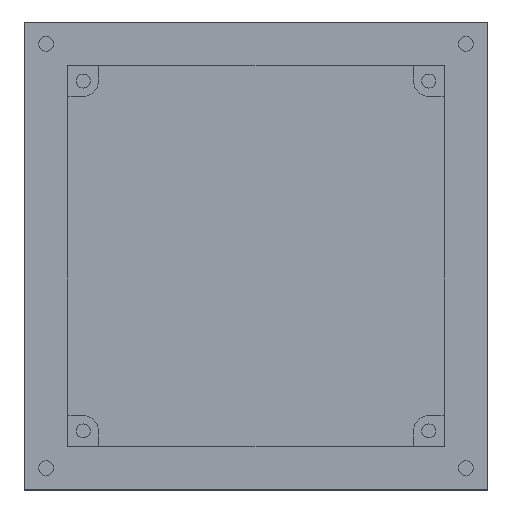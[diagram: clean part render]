
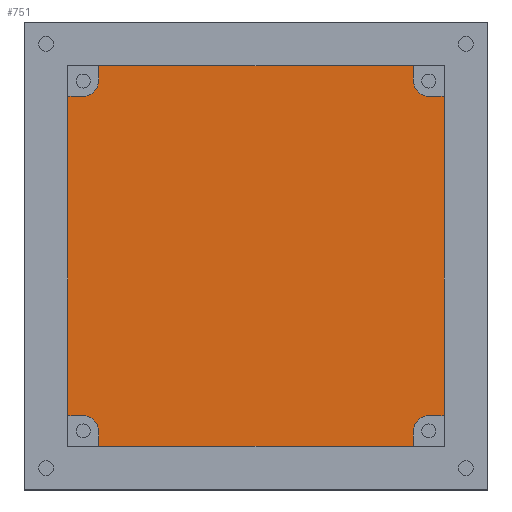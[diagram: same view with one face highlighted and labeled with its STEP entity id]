
A CAD part, top view. The second image highlights one B-rep face of the part: STEP entity #751.
In plain terms, the highlighted planar face has unit normal (0, 0, 1).
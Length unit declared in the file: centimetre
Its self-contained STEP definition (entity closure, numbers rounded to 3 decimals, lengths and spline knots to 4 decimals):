
#32=PLANE('',#811);
#72=FACE_OUTER_BOUND('',#120,.T.);
#120=EDGE_LOOP('',(#564,#565,#566,#567,#568,#569,#570,#571,#572,#573,#574,
#575,#576,#577,#578,#579));
#166=LINE('',#1114,#246);
#171=LINE('',#1128,#251);
#176=LINE('',#1140,#256);
#182=LINE('',#1152,#262);
#183=LINE('',#1154,#263);
#184=LINE('',#1158,#264);
#185=LINE('',#1160,#265);
#186=LINE('',#1162,#266);
#187=LINE('',#1166,#267);
#188=LINE('',#1168,#268);
#189=LINE('',#1170,#269);
#190=LINE('',#1173,#270);
#246=VECTOR('',#898,1.);
#251=VECTOR('',#911,1.);
#256=VECTOR('',#922,1.);
#262=VECTOR('',#930,1.);
#263=VECTOR('',#931,1.);
#264=VECTOR('',#934,1.);
#265=VECTOR('',#935,1.);
#266=VECTOR('',#936,1.);
#267=VECTOR('',#939,1.);
#268=VECTOR('',#940,1.);
#269=VECTOR('',#941,1.);
#270=VECTOR('',#944,1.);
#330=CIRCLE('',#805,0.35);
#333=CIRCLE('',#812,0.35);
#334=CIRCLE('',#813,0.35);
#335=CIRCLE('',#814,0.35);
#354=VERTEX_POINT('',#1112);
#355=VERTEX_POINT('',#1113);
#358=VERTEX_POINT('',#1121);
#360=VERTEX_POINT('',#1127);
#364=VERTEX_POINT('',#1139);
#369=VERTEX_POINT('',#1151);
#370=VERTEX_POINT('',#1153);
#371=VERTEX_POINT('',#1155);
#372=VERTEX_POINT('',#1157);
#373=VERTEX_POINT('',#1159);
#374=VERTEX_POINT('',#1161);
#375=VERTEX_POINT('',#1163);
#376=VERTEX_POINT('',#1165);
#377=VERTEX_POINT('',#1167);
#378=VERTEX_POINT('',#1169);
#379=VERTEX_POINT('',#1171);
#426=EDGE_CURVE('',#354,#355,#166,.T.);
#430=EDGE_CURVE('',#355,#358,#330,.T.);
#433=EDGE_CURVE('',#358,#360,#171,.T.);
#439=EDGE_CURVE('',#354,#364,#176,.T.);
#445=EDGE_CURVE('',#369,#360,#182,.T.);
#446=EDGE_CURVE('',#369,#370,#183,.T.);
#447=EDGE_CURVE('',#370,#371,#333,.T.);
#448=EDGE_CURVE('',#371,#372,#184,.T.);
#449=EDGE_CURVE('',#373,#372,#185,.T.);
#450=EDGE_CURVE('',#373,#374,#186,.T.);
#451=EDGE_CURVE('',#374,#375,#334,.T.);
#452=EDGE_CURVE('',#375,#376,#187,.T.);
#453=EDGE_CURVE('',#377,#376,#188,.T.);
#454=EDGE_CURVE('',#377,#378,#189,.T.);
#455=EDGE_CURVE('',#378,#379,#335,.T.);
#456=EDGE_CURVE('',#379,#364,#190,.T.);
#564=ORIENTED_EDGE('',*,*,#426,.T.);
#565=ORIENTED_EDGE('',*,*,#430,.T.);
#566=ORIENTED_EDGE('',*,*,#433,.T.);
#567=ORIENTED_EDGE('',*,*,#445,.F.);
#568=ORIENTED_EDGE('',*,*,#446,.T.);
#569=ORIENTED_EDGE('',*,*,#447,.T.);
#570=ORIENTED_EDGE('',*,*,#448,.T.);
#571=ORIENTED_EDGE('',*,*,#449,.F.);
#572=ORIENTED_EDGE('',*,*,#450,.T.);
#573=ORIENTED_EDGE('',*,*,#451,.T.);
#574=ORIENTED_EDGE('',*,*,#452,.T.);
#575=ORIENTED_EDGE('',*,*,#453,.F.);
#576=ORIENTED_EDGE('',*,*,#454,.T.);
#577=ORIENTED_EDGE('',*,*,#455,.T.);
#578=ORIENTED_EDGE('',*,*,#456,.T.);
#579=ORIENTED_EDGE('',*,*,#439,.F.);
#751=ADVANCED_FACE('',(#72),#32,.T.);
#805=AXIS2_PLACEMENT_3D('',#1122,#904,#905);
#811=AXIS2_PLACEMENT_3D('',#1150,#928,#929);
#812=AXIS2_PLACEMENT_3D('',#1156,#932,#933);
#813=AXIS2_PLACEMENT_3D('',#1164,#937,#938);
#814=AXIS2_PLACEMENT_3D('',#1172,#942,#943);
#898=DIRECTION('',(0.,1.,0.));
#904=DIRECTION('center_axis',(0.,0.,-1.));
#905=DIRECTION('ref_axis',(0.,1.,0.));
#911=DIRECTION('',(1.,0.,0.));
#922=DIRECTION('',(-1.,0.,0.));
#928=DIRECTION('center_axis',(0.,0.,1.));
#929=DIRECTION('ref_axis',(1.,0.,0.));
#930=DIRECTION('',(0.,-1.,0.));
#931=DIRECTION('',(-1.,0.,0.));
#932=DIRECTION('center_axis',(0.,0.,-1.));
#933=DIRECTION('ref_axis',(-1.,0.,0.));
#934=DIRECTION('',(0.,1.,0.));
#935=DIRECTION('',(1.,0.,0.));
#936=DIRECTION('',(0.,-1.,0.));
#937=DIRECTION('center_axis',(0.,0.,-1.));
#938=DIRECTION('ref_axis',(0.,-1.,0.));
#939=DIRECTION('',(-1.,0.,0.));
#940=DIRECTION('',(0.,1.,0.));
#941=DIRECTION('',(1.,0.,0.));
#942=DIRECTION('center_axis',(0.,0.,-1.));
#943=DIRECTION('ref_axis',(1.,0.,0.));
#944=DIRECTION('',(0.,-1.,0.));
#1112=CARTESIAN_POINT('',(14.8,-17.725,-0.84));
#1113=CARTESIAN_POINT('',(14.8,-17.375,-0.84));
#1114=CARTESIAN_POINT('',(14.8,-15.375,-0.84));
#1121=CARTESIAN_POINT('',(15.15,-17.025,-0.84));
#1122=CARTESIAN_POINT('Origin',(15.15,-17.375,-0.84));
#1127=CARTESIAN_POINT('',(15.5,-17.025,-0.84));
#1128=CARTESIAN_POINT('',(13.35,-17.025,-0.84));
#1139=CARTESIAN_POINT('',(7.6,-17.725,-0.84));
#1140=CARTESIAN_POINT('',(9.05,-17.725,-0.84));
#1150=CARTESIAN_POINT('Origin',(11.2,-13.375,-0.84));
#1151=CARTESIAN_POINT('',(15.5,-9.725,-0.84));
#1152=CARTESIAN_POINT('',(15.5,-15.55,-0.84));
#1153=CARTESIAN_POINT('',(15.15,-9.725,-0.84));
#1154=CARTESIAN_POINT('',(13.175,-9.725,-0.84));
#1155=CARTESIAN_POINT('',(14.8,-9.375,-0.84));
#1156=CARTESIAN_POINT('Origin',(15.15,-9.375,-0.84));
#1157=CARTESIAN_POINT('',(14.8,-9.025,-0.84));
#1158=CARTESIAN_POINT('',(14.8,-11.2,-0.84));
#1159=CARTESIAN_POINT('',(7.6,-9.025,-0.84));
#1160=CARTESIAN_POINT('',(13.35,-9.025,-0.84));
#1161=CARTESIAN_POINT('',(7.6,-9.375,-0.84));
#1162=CARTESIAN_POINT('',(7.6,-11.375,-0.84));
#1163=CARTESIAN_POINT('',(7.25,-9.725,-0.84));
#1164=CARTESIAN_POINT('Origin',(7.25,-9.375,-0.84));
#1165=CARTESIAN_POINT('',(6.9,-9.725,-0.84));
#1166=CARTESIAN_POINT('',(9.05,-9.725,-0.84));
#1167=CARTESIAN_POINT('',(6.9,-17.025,-0.84));
#1168=CARTESIAN_POINT('',(6.9,-11.2,-0.84));
#1169=CARTESIAN_POINT('',(7.25,-17.025,-0.84));
#1170=CARTESIAN_POINT('',(9.225,-17.025,-0.84));
#1171=CARTESIAN_POINT('',(7.6,-17.375,-0.84));
#1172=CARTESIAN_POINT('Origin',(7.25,-17.375,-0.84));
#1173=CARTESIAN_POINT('',(7.6,-15.55,-0.84));
